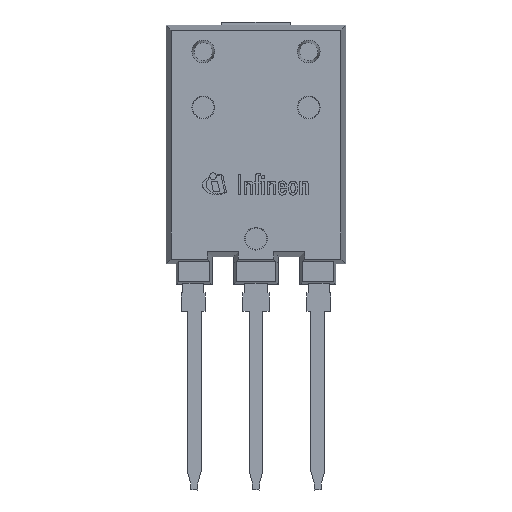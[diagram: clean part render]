
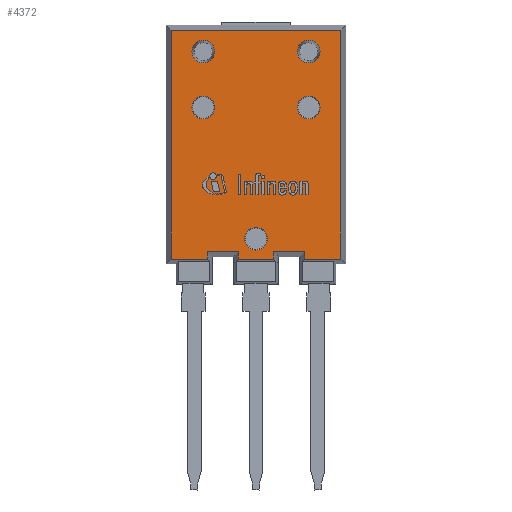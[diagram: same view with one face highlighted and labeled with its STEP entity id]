
A CAD part, left-side view. The second image highlights one B-rep face of the part: STEP entity #4372.
In plain terms, the highlighted planar face has unit normal (-1, 0, 0).
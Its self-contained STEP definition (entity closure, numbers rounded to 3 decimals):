
#93=FACE_BOUND('',#546,.T.);
#94=FACE_BOUND('',#547,.T.);
#95=FACE_BOUND('',#548,.T.);
#96=FACE_BOUND('',#549,.T.);
#97=FACE_BOUND('',#550,.T.);
#106=CIRCLE('',#4611,1.);
#109=CIRCLE('',#4617,1.);
#112=CIRCLE('',#4623,1.);
#114=CIRCLE('',#4628,1.);
#116=CIRCLE('',#4632,1.);
#285=FACE_OUTER_BOUND('',#545,.T.);
#545=EDGE_LOOP('',(#3379,#3380,#3381,#3382,#3383,#3384,#3385,#3386,#3387,
#3388,#3389,#3390));
#546=EDGE_LOOP('',(#3391));
#547=EDGE_LOOP('',(#3392));
#548=EDGE_LOOP('',(#3393));
#549=EDGE_LOOP('',(#3394));
#550=EDGE_LOOP('',(#3395));
#943=LINE('',#6408,#1494);
#948=LINE('',#6418,#1499);
#950=LINE('',#6421,#1501);
#952=LINE('',#6426,#1503);
#957=LINE('',#6435,#1508);
#960=LINE('',#6440,#1511);
#964=LINE('',#6447,#1515);
#965=LINE('',#6450,#1516);
#968=LINE('',#6455,#1519);
#969=LINE('',#6458,#1520);
#972=LINE('',#6464,#1523);
#975=LINE('',#6469,#1526);
#1494=VECTOR('',#5282,1.);
#1499=VECTOR('',#5289,1.);
#1501=VECTOR('',#5293,1.);
#1503=VECTOR('',#5297,1.);
#1508=VECTOR('',#5304,1.);
#1511=VECTOR('',#5309,1.);
#1515=VECTOR('',#5315,1.);
#1516=VECTOR('',#5318,1.);
#1519=VECTOR('',#5323,1.);
#1520=VECTOR('',#5326,1.);
#1523=VECTOR('',#5331,1.);
#1526=VECTOR('',#5336,1.);
#1939=VERTEX_POINT('',#6302);
#1942=VERTEX_POINT('',#6311);
#1945=VERTEX_POINT('',#6320);
#1947=VERTEX_POINT('',#6327);
#1949=VERTEX_POINT('',#6333);
#1974=VERTEX_POINT('',#6405);
#1975=VERTEX_POINT('',#6407);
#1978=VERTEX_POINT('',#6415);
#1979=VERTEX_POINT('',#6417);
#1980=VERTEX_POINT('',#6424);
#1981=VERTEX_POINT('',#6425);
#1984=VERTEX_POINT('',#6433);
#1985=VERTEX_POINT('',#6439);
#1987=VERTEX_POINT('',#6445);
#1988=VERTEX_POINT('',#6449);
#1990=VERTEX_POINT('',#6457);
#1992=VERTEX_POINT('',#6463);
#2424=EDGE_CURVE('',#1939,#1939,#106,.T.);
#2427=EDGE_CURVE('',#1942,#1942,#109,.T.);
#2430=EDGE_CURVE('',#1945,#1945,#112,.T.);
#2432=EDGE_CURVE('',#1947,#1947,#114,.T.);
#2434=EDGE_CURVE('',#1949,#1949,#116,.T.);
#2469=EDGE_CURVE('',#1975,#1974,#943,.T.);
#2474=EDGE_CURVE('',#1979,#1978,#948,.T.);
#2476=EDGE_CURVE('',#1978,#1975,#950,.T.);
#2478=EDGE_CURVE('',#1980,#1981,#952,.T.);
#2483=EDGE_CURVE('',#1981,#1984,#957,.T.);
#2486=EDGE_CURVE('',#1985,#1980,#960,.T.);
#2490=EDGE_CURVE('',#1987,#1984,#964,.T.);
#2491=EDGE_CURVE('',#1979,#1988,#965,.T.);
#2494=EDGE_CURVE('',#1985,#1974,#968,.T.);
#2495=EDGE_CURVE('',#1990,#1987,#969,.T.);
#2498=EDGE_CURVE('',#1988,#1992,#972,.T.);
#2501=EDGE_CURVE('',#1992,#1990,#975,.T.);
#3379=ORIENTED_EDGE('',*,*,#2469,.T.);
#3380=ORIENTED_EDGE('',*,*,#2494,.F.);
#3381=ORIENTED_EDGE('',*,*,#2486,.T.);
#3382=ORIENTED_EDGE('',*,*,#2478,.T.);
#3383=ORIENTED_EDGE('',*,*,#2483,.T.);
#3384=ORIENTED_EDGE('',*,*,#2490,.F.);
#3385=ORIENTED_EDGE('',*,*,#2495,.F.);
#3386=ORIENTED_EDGE('',*,*,#2501,.F.);
#3387=ORIENTED_EDGE('',*,*,#2498,.F.);
#3388=ORIENTED_EDGE('',*,*,#2491,.F.);
#3389=ORIENTED_EDGE('',*,*,#2474,.T.);
#3390=ORIENTED_EDGE('',*,*,#2476,.T.);
#3391=ORIENTED_EDGE('',*,*,#2424,.T.);
#3392=ORIENTED_EDGE('',*,*,#2427,.T.);
#3393=ORIENTED_EDGE('',*,*,#2432,.T.);
#3394=ORIENTED_EDGE('',*,*,#2434,.T.);
#3395=ORIENTED_EDGE('',*,*,#2430,.T.);
#4143=PLANE('',#4657);
#4372=ADVANCED_FACE('',(#285,#93,#94,#95,#96,#97),#4143,.T.);
#4611=AXIS2_PLACEMENT_3D('',#6303,#5178,#5179);
#4617=AXIS2_PLACEMENT_3D('',#6312,#5190,#5191);
#4623=AXIS2_PLACEMENT_3D('',#6321,#5202,#5203);
#4628=AXIS2_PLACEMENT_3D('',#6328,#5212,#5213);
#4632=AXIS2_PLACEMENT_3D('',#6334,#5220,#5221);
#4657=AXIS2_PLACEMENT_3D('',#6471,#5338,#5339);
#5178=DIRECTION('center_axis',(1.,0.,0.));
#5179=DIRECTION('ref_axis',(0.,1.,0.));
#5190=DIRECTION('center_axis',(1.,0.,0.));
#5191=DIRECTION('ref_axis',(0.,1.,0.));
#5202=DIRECTION('center_axis',(1.,0.,0.));
#5203=DIRECTION('ref_axis',(0.,1.,0.));
#5212=DIRECTION('center_axis',(1.,0.,0.));
#5213=DIRECTION('ref_axis',(0.,1.,0.));
#5220=DIRECTION('center_axis',(1.,0.,0.));
#5221=DIRECTION('ref_axis',(0.,1.,0.));
#5282=DIRECTION('',(0.,0.,-1.));
#5289=DIRECTION('',(0.,0.,1.));
#5293=DIRECTION('',(0.,-1.,0.));
#5297=DIRECTION('',(0.,-1.,0.));
#5304=DIRECTION('',(0.,0.,-1.));
#5309=DIRECTION('',(0.,0.,1.));
#5315=DIRECTION('',(0.,1.,0.));
#5318=DIRECTION('',(0.,1.,0.));
#5323=DIRECTION('',(0.,1.,0.));
#5326=DIRECTION('',(0.,0.,-1.));
#5331=DIRECTION('',(0.,0.,1.));
#5336=DIRECTION('',(0.,-1.,0.));
#5338=DIRECTION('center_axis',(-1.,0.,0.));
#5339=DIRECTION('ref_axis',(0.,-1.,0.));
#6302=CARTESIAN_POINT('',(-2.09,-1.,6.38));
#6303=CARTESIAN_POINT('Origin',(-2.09,0.,6.38));
#6311=CARTESIAN_POINT('',(-2.09,-5.64,17.94));
#6312=CARTESIAN_POINT('Origin',(-2.09,-4.64,17.94));
#6320=CARTESIAN_POINT('',(-2.09,3.64,17.94));
#6321=CARTESIAN_POINT('Origin',(-2.09,4.64,17.94));
#6327=CARTESIAN_POINT('',(-2.09,-3.64,22.85));
#6328=CARTESIAN_POINT('Origin',(-2.09,-4.64,22.85));
#6333=CARTESIAN_POINT('',(-2.09,5.64,22.85));
#6334=CARTESIAN_POINT('Origin',(-2.09,4.64,22.85));
#6405=CARTESIAN_POINT('',(-2.09,1.549,4.581));
#6407=CARTESIAN_POINT('',(-2.09,1.549,5.221));
#6408=CARTESIAN_POINT('',(-2.09,1.549,9.73));
#6415=CARTESIAN_POINT('',(-2.09,4.281,5.221));
#6417=CARTESIAN_POINT('',(-2.09,4.281,4.581));
#6418=CARTESIAN_POINT('',(-2.09,4.281,9.41));
#6421=CARTESIAN_POINT('',(-2.09,1.93,5.221));
#6424=CARTESIAN_POINT('',(-2.09,-1.549,5.221));
#6425=CARTESIAN_POINT('',(-2.09,-4.281,5.221));
#6426=CARTESIAN_POINT('',(-2.09,-0.985,5.221));
#6433=CARTESIAN_POINT('',(-2.09,-4.281,4.581));
#6435=CARTESIAN_POINT('',(-2.09,-4.281,9.73));
#6439=CARTESIAN_POINT('',(-2.09,-1.549,4.581));
#6440=CARTESIAN_POINT('',(-2.09,-1.549,9.41));
#6445=CARTESIAN_POINT('',(-2.09,-7.479,4.581));
#6447=CARTESIAN_POINT('',(-2.09,-7.9,4.581));
#6449=CARTESIAN_POINT('',(-2.09,7.479,4.581));
#6450=CARTESIAN_POINT('',(-2.09,-7.9,4.581));
#6455=CARTESIAN_POINT('',(-2.09,-7.9,4.581));
#6457=CARTESIAN_POINT('',(-2.09,-7.479,24.739));
#6458=CARTESIAN_POINT('',(-2.09,-7.479,25.16));
#6463=CARTESIAN_POINT('',(-2.09,7.479,24.739));
#6464=CARTESIAN_POINT('',(-2.09,7.479,4.16));
#6469=CARTESIAN_POINT('',(-2.09,7.9,24.739));
#6471=CARTESIAN_POINT('Origin',(-2.09,0.,14.66));
